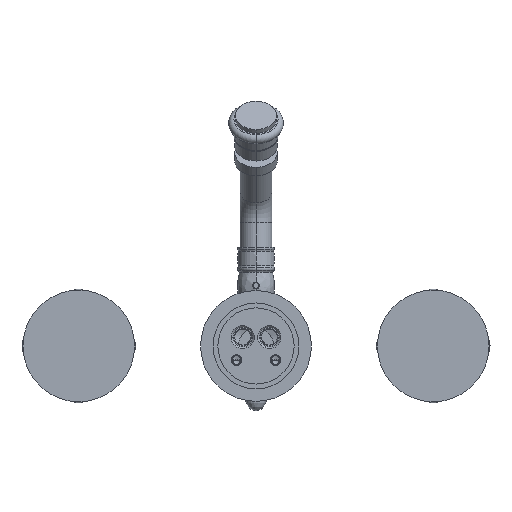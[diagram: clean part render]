
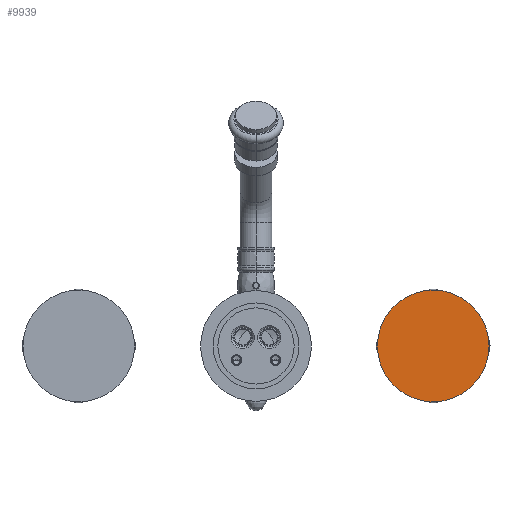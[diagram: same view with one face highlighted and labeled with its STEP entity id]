
A CAD part, front view. The second image highlights one B-rep face of the part: STEP entity #9939.
In plain terms, the highlighted planar face has unit normal (0, -1, 0).
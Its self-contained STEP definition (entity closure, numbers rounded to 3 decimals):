
#2415=CARTESIAN_POINT('',(100.,-25.2,0.));
#2416=DIRECTION('',(0.,1.,0.));
#2417=DIRECTION('',(1.,0.,0.));
#2418=AXIS2_PLACEMENT_3D('',#2415,#2416,#2417);
#2420=CARTESIAN_POINT('',(100.,-25.2,0.));
#2421=DIRECTION('',(0.,-1.,0.));
#2422=DIRECTION('',(1.,0.,0.));
#2423=AXIS2_PLACEMENT_3D('',#2420,#2421,#2422);
#6738=CARTESIAN_POINT('',(131.5,-25.2,0.));
#6740=VERTEX_POINT('',#6738);
#6742=CARTESIAN_POINT('',(68.5,-25.2,0.));
#6744=VERTEX_POINT('',#6742);
#9930=CARTESIAN_POINT('',(100.,-25.2,0.));
#9931=DIRECTION('',(0.,-1.,0.));
#9932=DIRECTION('',(-1.,0.,0.));
#9933=AXIS2_PLACEMENT_3D('',#9930,#9931,#9932);
#9934=PLANE('',#9933);
#9935=ORIENTED_EDGE('',*,*,#9898,.T.);
#9936=ORIENTED_EDGE('',*,*,#9916,.F.);
#9937=EDGE_LOOP('',(#9935,#9936));
#9938=FACE_OUTER_BOUND('',#9937,.F.);
#9939=ADVANCED_FACE('',(#9938),#9934,.T.);
#2419=CIRCLE('',#2418,31.5);
#2424=CIRCLE('',#2423,31.5);
#9898=EDGE_CURVE('',#6740,#6744,#2419,.T.);
#9916=EDGE_CURVE('',#6740,#6744,#2424,.T.);
